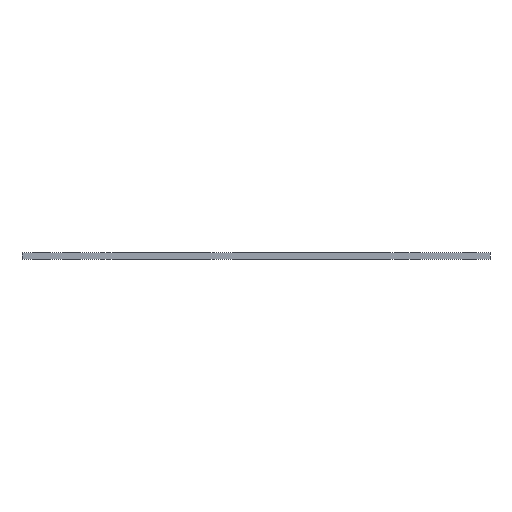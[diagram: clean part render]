
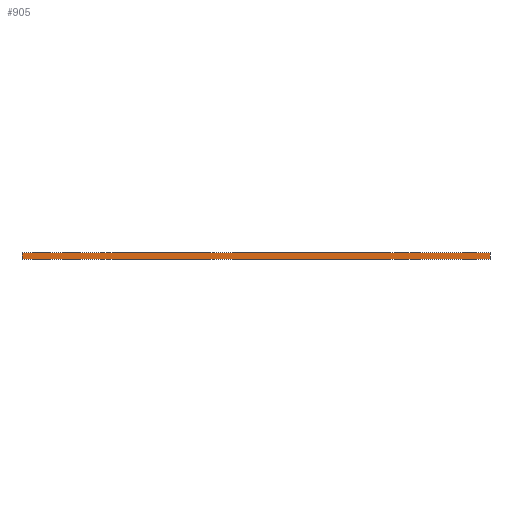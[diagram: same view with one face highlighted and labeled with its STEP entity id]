
A CAD part, left-side view. The second image highlights one B-rep face of the part: STEP entity #905.
In plain terms, the highlighted planar face has unit normal (-1, 0, 0).
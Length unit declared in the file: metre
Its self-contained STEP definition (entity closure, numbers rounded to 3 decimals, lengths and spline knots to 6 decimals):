
#130=ORIENTED_EDGE('',*,*,#330,.T.);
#131=ORIENTED_EDGE('',*,*,#331,.F.);
#132=ORIENTED_EDGE('',*,*,#332,.F.);
#133=ORIENTED_EDGE('',*,*,#327,.T.);
#327=EDGE_CURVE('',#428,#426,#519,.T.);
#330=EDGE_CURVE('',#426,#430,#522,.T.);
#331=EDGE_CURVE('',#431,#430,#523,.T.);
#332=EDGE_CURVE('',#428,#431,#524,.T.);
#426=VERTEX_POINT('',#1366);
#428=VERTEX_POINT('',#1369);
#430=VERTEX_POINT('',#1375);
#431=VERTEX_POINT('',#1377);
#519=LINE('',#1368,#543);
#522=LINE('',#1374,#546);
#523=LINE('',#1376,#547);
#524=LINE('',#1378,#548);
#543=VECTOR('',#1094,1.);
#546=VECTOR('',#1099,1.);
#547=VECTOR('',#1100,1.);
#548=VECTOR('',#1101,1.);
#567=EDGE_LOOP('',(#130,#131,#132,#133));
#731=FACE_BOUND('',#567,.T.);
#895=PLANE('',#966);
#905=ADVANCED_FACE('',(#731),#895,.F.);
#966=AXIS2_PLACEMENT_3D('',#1373,#1097,#1098);
#1094=DIRECTION('',(0.,0.,-1.));
#1097=DIRECTION('',(1.,0.,0.));
#1098=DIRECTION('',(0.,0.,-1.));
#1099=DIRECTION('',(0.,-1.,0.));
#1100=DIRECTION('',(0.,0.,-1.));
#1101=DIRECTION('',(0.,-1.,0.));
#1366=CARTESIAN_POINT('',(-0.060383,0.051093,0.043));
#1368=CARTESIAN_POINT('',(-0.060383,0.051093,0.045));
#1369=CARTESIAN_POINT('',(-0.060383,0.051093,0.045));
#1373=CARTESIAN_POINT('',(-0.060383,-0.017407,0.045));
#1374=CARTESIAN_POINT('',(-0.060383,-0.017407,0.043));
#1375=CARTESIAN_POINT('',(-0.060383,-0.085907,0.043));
#1376=CARTESIAN_POINT('',(-0.060383,-0.085907,0.045));
#1377=CARTESIAN_POINT('',(-0.060383,-0.085907,0.045));
#1378=CARTESIAN_POINT('',(-0.060383,-0.017407,0.045));
